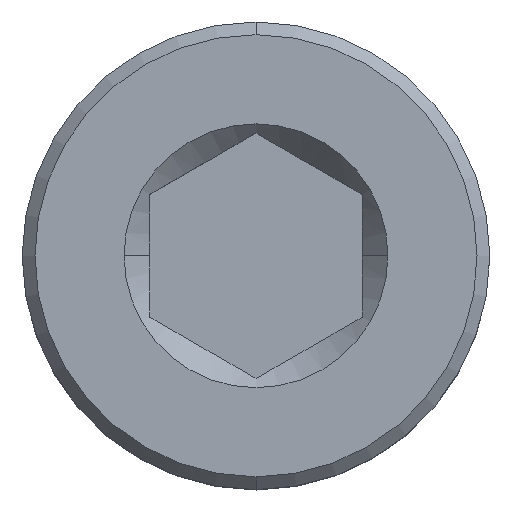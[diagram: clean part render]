
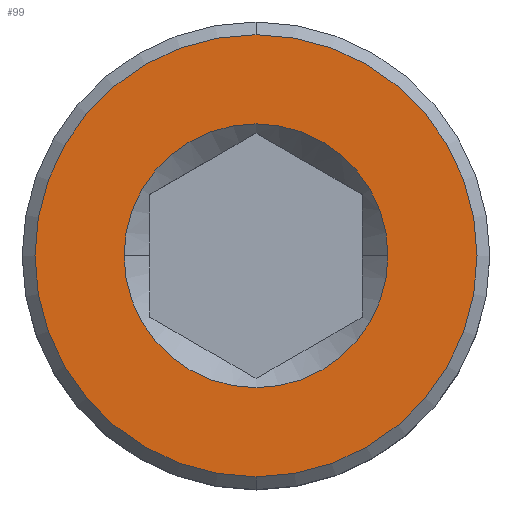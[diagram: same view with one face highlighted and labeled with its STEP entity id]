
A CAD part, top view. The second image highlights one B-rep face of the part: STEP entity #99.
In plain terms, the highlighted planar face has unit normal (0, 0, 1).
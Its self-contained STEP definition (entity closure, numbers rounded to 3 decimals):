
#2 = ORIENTED_EDGE ( 'NONE', *, *, #4408, .F. ) ;
#99 = ADVANCED_FACE ( 'NONE', ( #5216, #4650 ), #1425, .T. ) ;
#270 = CARTESIAN_POINT ( 'NONE',  ( 0., 0., 7.5 ) ) ;
#304 = DIRECTION ( 'NONE',  ( 0., 0., -1. ) ) ;
#375 = DIRECTION ( 'NONE',  ( 0., 0., 1. ) ) ;
#602 = EDGE_CURVE ( 'NONE', #2074, #4558, #3318, .T. ) ;
#651 = AXIS2_PLACEMENT_3D ( 'NONE', #270, #3085, #3124 ) ;
#758 = CARTESIAN_POINT ( 'NONE',  ( 0., -2.6, 7.5 ) ) ;
#848 = CARTESIAN_POINT ( 'NONE',  ( -1.552, 0., 7.5 ) ) ;
#1013 = EDGE_CURVE ( 'NONE', #2211, #1223, #4831, .T. ) ;
#1223 = VERTEX_POINT ( 'NONE', #758 ) ;
#1240 = EDGE_CURVE ( 'NONE', #1223, #2211, #2609, .T. ) ;
#1413 = DIRECTION ( 'NONE',  ( 0., 0., 1. ) ) ;
#1425 = PLANE ( 'NONE',  #5143 ) ;
#2074 = VERTEX_POINT ( 'NONE', #848 ) ;
#2111 = CARTESIAN_POINT ( 'NONE',  ( 0., 2.6, 7.5 ) ) ;
#2204 = DIRECTION ( 'NONE',  ( 0., -1., 0. ) ) ;
#2211 = VERTEX_POINT ( 'NONE', #2111 ) ;
#2365 = CARTESIAN_POINT ( 'NONE',  ( 0., 0., 7.5 ) ) ;
#2455 = CARTESIAN_POINT ( 'NONE',  ( 0., 0., 7.5 ) ) ;
#2511 = ORIENTED_EDGE ( 'NONE', *, *, #1240, .F. ) ;
#2609 = CIRCLE ( 'NONE', #3107, 2.6 ) ;
#2621 = AXIS2_PLACEMENT_3D ( 'NONE', #2455, #375, #3628 ) ;
#3053 = CARTESIAN_POINT ( 'NONE',  ( 0., 0., 7.5 ) ) ;
#3085 = DIRECTION ( 'NONE',  ( 0., 0., -1. ) ) ;
#3107 = AXIS2_PLACEMENT_3D ( 'NONE', #3995, #304, #3158 ) ;
#3124 = DIRECTION ( 'NONE',  ( 0., 1., 0. ) ) ;
#3158 = DIRECTION ( 'NONE',  ( 0., 1., 0. ) ) ;
#3166 = DIRECTION ( 'NONE',  ( 1., 0., 0. ) ) ;
#3318 = CIRCLE ( 'NONE', #2621, 1.552 ) ;
#3628 = DIRECTION ( 'NONE',  ( 1., 0., 0. ) ) ;
#3995 = CARTESIAN_POINT ( 'NONE',  ( 0., 0., 7.5 ) ) ;
#4086 = ORIENTED_EDGE ( 'NONE', *, *, #602, .F. ) ;
#4350 = AXIS2_PLACEMENT_3D ( 'NONE', #2365, #4422, #3166 ) ;
#4408 = EDGE_CURVE ( 'NONE', #4558, #2074, #4799, .T. ) ;
#4422 = DIRECTION ( 'NONE',  ( 0., 0., 1. ) ) ;
#4449 = CARTESIAN_POINT ( 'NONE',  ( 1.552, 0., 7.5 ) ) ;
#4463 = ORIENTED_EDGE ( 'NONE', *, *, #1013, .F. ) ;
#4558 = VERTEX_POINT ( 'NONE', #4449 ) ;
#4650 = FACE_OUTER_BOUND ( 'NONE', #5164, .T. ) ;
#4737 = EDGE_LOOP ( 'NONE', ( #2, #4086 ) ) ;
#4799 = CIRCLE ( 'NONE', #4350, 1.552 ) ;
#4831 = CIRCLE ( 'NONE', #651, 2.6 ) ;
#5143 = AXIS2_PLACEMENT_3D ( 'NONE', #3053, #1413, #2204 ) ;
#5164 = EDGE_LOOP ( 'NONE', ( #4463, #2511 ) ) ;
#5216 = FACE_BOUND ( 'NONE', #4737, .T. ) ;
